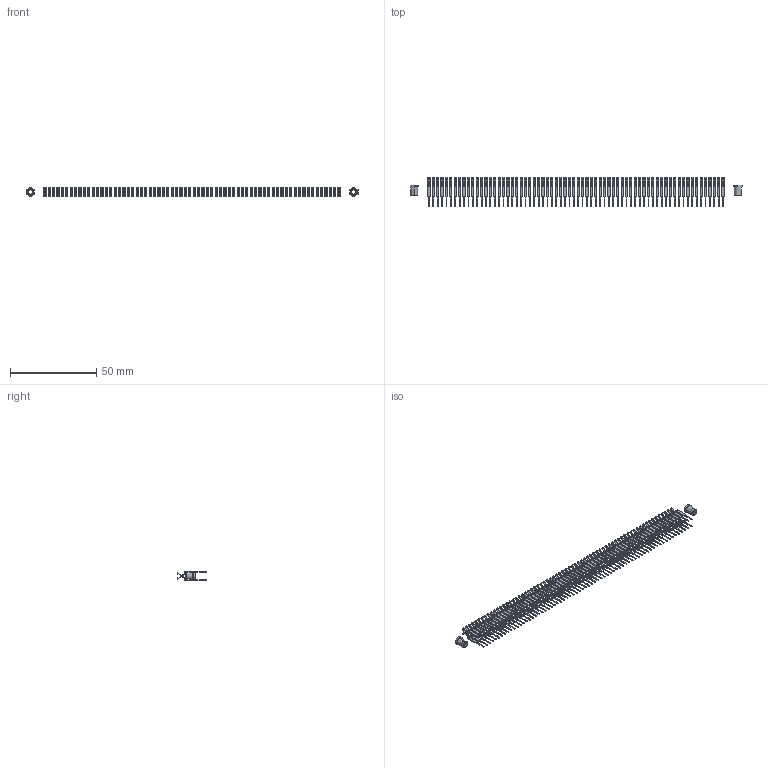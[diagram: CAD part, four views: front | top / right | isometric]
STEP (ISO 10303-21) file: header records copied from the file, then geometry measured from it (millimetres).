
FILE_DESCRIPTION (( 'STEP AP203' ), '1' );
FILE_NAME ('345-136-525-507.STEP', '2020-09-22T16:03:48', ( '' ), ( '' ), 'SwSTEP 2.0', 'SolidWorks 2020', '' );
FILE_SCHEMA (( 'CONFIG_CONTROL_DESIGN' ));
Length unit declared in the file: inch
Products named in the file (4): 345 Part_0.110 Offset - 0.156 Dia-TI; 345-292-001_345-293-125; 345-136-525-507; 345-250-001_345-250-005-103
Assembly tree (139 placements, depth 2):
  345-136-525-507
    345 Part_0.110 Offset - 0.156 Dia-TI
    345-292-001_345-293-125  x136
    345-250-001_345-250-005-103  x2
Bounding box: 192.07 x 17.14 x 5.71 mm (x, y, z)
Volume: 1094.5 mm3; surface area: 8063 mm2
Topology: 138 solids, 138 shells, 6302 faces, 17236 edges, 10940 vertices
Faces by surface type: plane 4370, cylinder 1916, cone 12, torus 4
Entity records: 51246 total; most frequent: CARTESIAN_POINT 8547, ORIENTED_EDGE 8474, DIRECTION 7531, EDGE_CURVE 4237, VECTOR 3817, LINE 3817, VERTEX_POINT 2816, AXIS2_PLACEMENT_3D 1857
